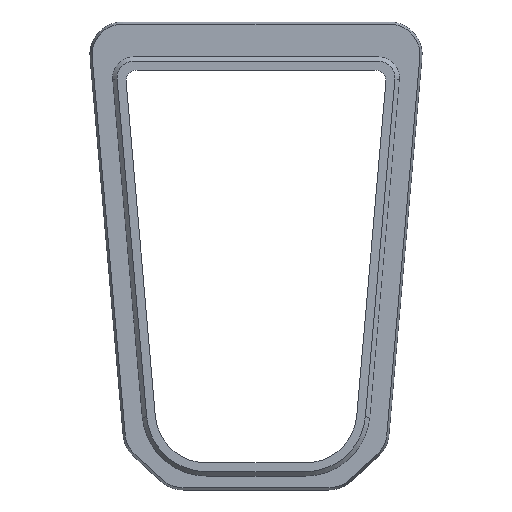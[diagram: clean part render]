
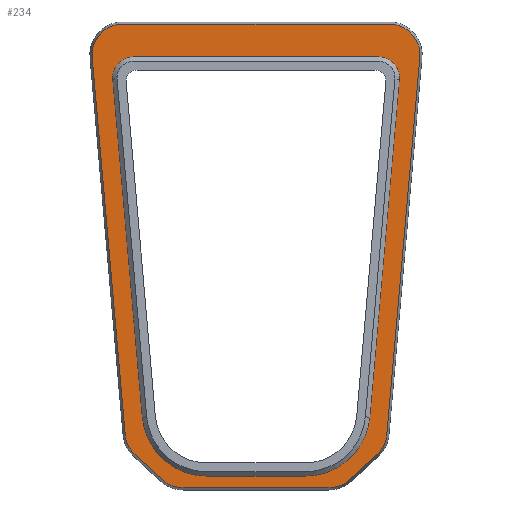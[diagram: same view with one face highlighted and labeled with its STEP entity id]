
A CAD part, front view. The second image highlights one B-rep face of the part: STEP entity #234.
In plain terms, the highlighted planar face has unit normal (0, -1, 0).
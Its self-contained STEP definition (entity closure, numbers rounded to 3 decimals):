
#55=CARTESIAN_POINT('',(60.,70.85,-436.));
#56=DIRECTION('',(0.,1.,0.));
#57=DIRECTION('',(0.,0.,1.));
#58=AXIS2_PLACEMENT_3D('',#55,#56,#57);
#59=PLANE('',#58);
#60=CARTESIAN_POINT('',(48.028,70.85,30.597));
#61=VERTEX_POINT('',#60);
#62=CARTESIAN_POINT('',(48.926,70.85,28.776));
#63=VERTEX_POINT('',#62);
#64=CARTESIAN_POINT('',(50.817,70.85,30.841));
#65=DIRECTION('',(-0.,-1.,-0.));
#66=DIRECTION('',(0.,-0.,1.));
#67=AXIS2_PLACEMENT_3D('',#64,#65,#66);
#68=CIRCLE('',#67,2.8);
#69=EDGE_CURVE('',#61,#63,#68,.T.);
#70=ORIENTED_EDGE('',*,*,#69,.T.);
#71=CARTESIAN_POINT('',(51.435,70.85,26.477));
#72=VERTEX_POINT('',#71);
#73=CARTESIAN_POINT('',(48.926,70.85,28.776));
#74=DIRECTION('',(0.737,0.,-0.676));
#75=VECTOR('',#74,3.403);
#76=LINE('',#73,#75);
#77=EDGE_CURVE('',#63,#72,#76,.T.);
#78=ORIENTED_EDGE('',*,*,#77,.T.);
#79=CARTESIAN_POINT('',(53.326,70.85,25.742));
#80=VERTEX_POINT('',#79);
#81=CARTESIAN_POINT('',(53.326,70.85,28.542));
#82=DIRECTION('',(-0.,-1.,-0.));
#83=DIRECTION('',(0.,-0.,1.));
#84=AXIS2_PLACEMENT_3D('',#81,#82,#83);
#85=CIRCLE('',#84,2.8);
#86=EDGE_CURVE('',#72,#80,#85,.T.);
#87=ORIENTED_EDGE('',*,*,#86,.T.);
#88=CARTESIAN_POINT('',(66.674,70.85,25.742));
#89=VERTEX_POINT('',#88);
#90=CARTESIAN_POINT('',(53.326,70.85,25.742));
#91=DIRECTION('',(1.,0.,-0.));
#92=VECTOR('',#91,13.347);
#93=LINE('',#90,#92);
#94=EDGE_CURVE('',#80,#89,#93,.T.);
#95=ORIENTED_EDGE('',*,*,#94,.T.);
#96=CARTESIAN_POINT('',(68.565,70.85,26.477));
#97=VERTEX_POINT('',#96);
#98=CARTESIAN_POINT('',(66.674,70.85,28.542));
#99=DIRECTION('',(-0.,-1.,-0.));
#100=DIRECTION('',(0.,-0.,1.));
#101=AXIS2_PLACEMENT_3D('',#98,#99,#100);
#102=CIRCLE('',#101,2.8);
#103=EDGE_CURVE('',#89,#97,#102,.T.);
#104=ORIENTED_EDGE('',*,*,#103,.T.);
#105=CARTESIAN_POINT('',(71.074,70.85,28.776));
#106=VERTEX_POINT('',#105);
#107=CARTESIAN_POINT('',(68.565,70.85,26.477));
#108=DIRECTION('',(0.737,0.,0.676));
#109=VECTOR('',#108,3.403);
#110=LINE('',#107,#109);
#111=EDGE_CURVE('',#97,#106,#110,.T.);
#112=ORIENTED_EDGE('',*,*,#111,.T.);
#113=CARTESIAN_POINT('',(71.972,70.85,30.597));
#114=VERTEX_POINT('',#113);
#115=CARTESIAN_POINT('',(69.183,70.85,30.841));
#116=DIRECTION('',(-0.,-1.,-0.));
#117=DIRECTION('',(0.,-0.,1.));
#118=AXIS2_PLACEMENT_3D('',#115,#116,#117);
#119=CIRCLE('',#118,2.8);
#120=EDGE_CURVE('',#106,#114,#119,.T.);
#121=ORIENTED_EDGE('',*,*,#120,.T.);
#122=CARTESIAN_POINT('',(74.993,70.85,65.133));
#123=VERTEX_POINT('',#122);
#124=CARTESIAN_POINT('',(71.972,70.85,30.597));
#125=DIRECTION('',(0.087,0.,0.996));
#126=VECTOR('',#125,34.668);
#127=LINE('',#124,#126);
#128=EDGE_CURVE('',#114,#123,#127,.T.);
#129=ORIENTED_EDGE('',*,*,#128,.T.);
#130=CARTESIAN_POINT('',(72.204,70.85,68.177));
#131=VERTEX_POINT('',#130);
#132=CARTESIAN_POINT('',(72.204,70.85,65.377));
#133=DIRECTION('',(-0.,-1.,-0.));
#134=DIRECTION('',(0.,-0.,1.));
#135=AXIS2_PLACEMENT_3D('',#132,#133,#134);
#136=CIRCLE('',#135,2.8);
#137=EDGE_CURVE('',#123,#131,#136,.T.);
#138=ORIENTED_EDGE('',*,*,#137,.T.);
#139=CARTESIAN_POINT('',(47.796,70.85,68.177));
#140=VERTEX_POINT('',#139);
#141=CARTESIAN_POINT('',(72.204,70.85,68.177));
#142=DIRECTION('',(-1.,0.,0.));
#143=VECTOR('',#142,24.408);
#144=LINE('',#141,#143);
#145=EDGE_CURVE('',#131,#140,#144,.T.);
#146=ORIENTED_EDGE('',*,*,#145,.T.);
#147=CARTESIAN_POINT('',(45.007,70.85,65.133));
#148=VERTEX_POINT('',#147);
#149=CARTESIAN_POINT('',(47.796,70.85,65.377));
#150=DIRECTION('',(-0.,-1.,-0.));
#151=DIRECTION('',(0.,-0.,1.));
#152=AXIS2_PLACEMENT_3D('',#149,#150,#151);
#153=CIRCLE('',#152,2.8);
#154=EDGE_CURVE('',#140,#148,#153,.T.);
#155=ORIENTED_EDGE('',*,*,#154,.T.);
#156=CARTESIAN_POINT('',(45.007,70.85,65.133));
#157=DIRECTION('',(0.087,0.,-0.996));
#158=VECTOR('',#157,34.668);
#159=LINE('',#156,#158);
#160=EDGE_CURVE('',#148,#61,#159,.T.);
#161=ORIENTED_EDGE('',*,*,#160,.T.);
#162=EDGE_LOOP('',(#70,#78,#87,#95,#104,#112,#121,#129,#138,#146,#155,#161));
#163=FACE_BOUND('',#162,.T.);
#164=CARTESIAN_POINT('',(64.53,70.85,26.82));
#165=VERTEX_POINT('',#164);
#166=CARTESIAN_POINT('',(70.408,70.85,32.206));
#167=VERTEX_POINT('',#166);
#168=CARTESIAN_POINT('',(64.53,70.85,32.72));
#169=DIRECTION('',(-0.,-1.,-0.));
#170=DIRECTION('',(0.,-0.,1.));
#171=AXIS2_PLACEMENT_3D('',#168,#169,#170);
#172=CIRCLE('',#171,5.9);
#173=EDGE_CURVE('',#165,#167,#172,.T.);
#174=ORIENTED_EDGE('',*,*,#173,.F.);
#175=CARTESIAN_POINT('',(55.47,70.85,26.82));
#176=VERTEX_POINT('',#175);
#177=CARTESIAN_POINT('',(55.47,70.85,26.82));
#178=DIRECTION('',(1.,-0.,-0.));
#179=VECTOR('',#178,9.061);
#180=LINE('',#177,#179);
#181=EDGE_CURVE('',#176,#165,#180,.T.);
#182=ORIENTED_EDGE('',*,*,#181,.F.);
#183=CARTESIAN_POINT('',(49.592,70.85,32.206));
#184=VERTEX_POINT('',#183);
#185=CARTESIAN_POINT('',(55.47,70.85,32.72));
#186=DIRECTION('',(-0.,-1.,-0.));
#187=DIRECTION('',(0.,-0.,1.));
#188=AXIS2_PLACEMENT_3D('',#185,#186,#187);
#189=CIRCLE('',#188,5.9);
#190=EDGE_CURVE('',#184,#176,#189,.T.);
#191=ORIENTED_EDGE('',*,*,#190,.F.);
#192=CARTESIAN_POINT('',(46.888,70.85,63.112));
#193=VERTEX_POINT('',#192);
#194=CARTESIAN_POINT('',(46.888,70.85,63.112));
#195=DIRECTION('',(0.087,-0.,-0.996));
#196=VECTOR('',#195,31.024);
#197=LINE('',#194,#196);
#198=EDGE_CURVE('',#193,#184,#197,.T.);
#199=ORIENTED_EDGE('',*,*,#198,.F.);
#200=CARTESIAN_POINT('',(48.781,70.85,65.177));
#201=VERTEX_POINT('',#200);
#202=CARTESIAN_POINT('',(48.781,70.85,63.277));
#203=DIRECTION('',(-0.,-1.,-0.));
#204=DIRECTION('',(0.,-0.,1.));
#205=AXIS2_PLACEMENT_3D('',#202,#203,#204);
#206=CIRCLE('',#205,1.9);
#207=EDGE_CURVE('',#201,#193,#206,.T.);
#208=ORIENTED_EDGE('',*,*,#207,.F.);
#209=CARTESIAN_POINT('',(71.219,70.85,65.177));
#210=VERTEX_POINT('',#209);
#211=CARTESIAN_POINT('',(71.219,70.85,65.177));
#212=DIRECTION('',(-1.,-0.,0.));
#213=VECTOR('',#212,22.438);
#214=LINE('',#211,#213);
#215=EDGE_CURVE('',#210,#201,#214,.T.);
#216=ORIENTED_EDGE('',*,*,#215,.F.);
#217=CARTESIAN_POINT('',(73.112,70.85,63.112));
#218=VERTEX_POINT('',#217);
#219=CARTESIAN_POINT('',(71.219,70.85,63.277));
#220=DIRECTION('',(-0.,-1.,-0.));
#221=DIRECTION('',(0.,-0.,1.));
#222=AXIS2_PLACEMENT_3D('',#219,#220,#221);
#223=CIRCLE('',#222,1.9);
#224=EDGE_CURVE('',#218,#210,#223,.T.);
#225=ORIENTED_EDGE('',*,*,#224,.F.);
#226=CARTESIAN_POINT('',(70.408,70.85,32.206));
#227=DIRECTION('',(0.087,-0.,0.996));
#228=VECTOR('',#227,31.024);
#229=LINE('',#226,#228);
#230=EDGE_CURVE('',#167,#218,#229,.T.);
#231=ORIENTED_EDGE('',*,*,#230,.F.);
#232=EDGE_LOOP('',(#174,#182,#191,#199,#208,#216,#225,#231));
#233=FACE_BOUND('',#232,.T.);
#234=ADVANCED_FACE('',(#163,#233),#59,.F.);
